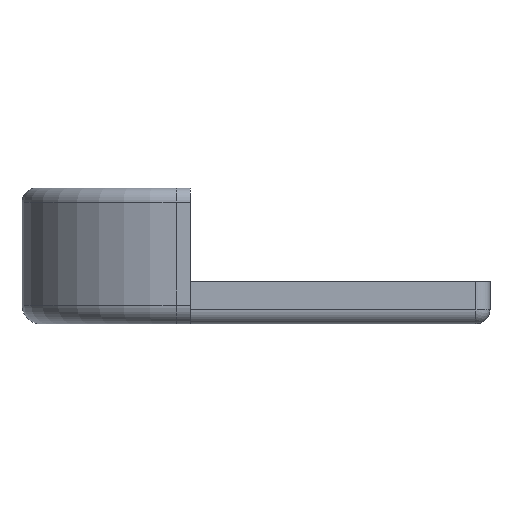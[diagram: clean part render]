
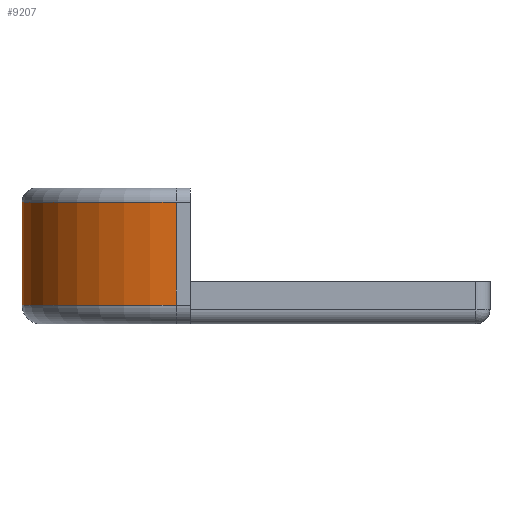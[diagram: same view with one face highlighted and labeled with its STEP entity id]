
A CAD part, left-side view. The second image highlights one B-rep face of the part: STEP entity #9207.
In plain terms, the highlighted cylindrical face has radius 16.5 mm (diameter 33 mm), a partial arc.
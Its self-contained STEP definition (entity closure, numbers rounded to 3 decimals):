
#49=CYLINDRICAL_SURFACE('',#9499,16.5);
#103=CIRCLE('',#9462,16.5);
#120=CIRCLE('',#9496,16.5);
#1477=FACE_OUTER_BOUND('',#1995,.T.);
#1995=EDGE_LOOP('',(#8365,#8366,#8367,#8368,#8369));
#2732=LINE('',#17318,#3473);
#2733=LINE('',#17319,#3474);
#2734=LINE('',#17320,#3475);
#3473=VECTOR('',#10746,10.);
#3474=VECTOR('',#10747,10.);
#3475=VECTOR('',#10748,10.);
#4371=VERTEX_POINT('',#17218);
#4373=VERTEX_POINT('',#17224);
#4397=VERTEX_POINT('',#17305);
#4398=VERTEX_POINT('',#17309);
#4400=VERTEX_POINT('',#17317);
#5710=EDGE_CURVE('',#4371,#4373,#103,.T.);
#5752=EDGE_CURVE('',#4397,#4398,#120,.T.);
#5755=EDGE_CURVE('',#4400,#4371,#2732,.T.);
#5756=EDGE_CURVE('',#4398,#4400,#2733,.T.);
#5757=EDGE_CURVE('',#4397,#4373,#2734,.T.);
#8365=ORIENTED_EDGE('',*,*,#5710,.F.);
#8366=ORIENTED_EDGE('',*,*,#5755,.F.);
#8367=ORIENTED_EDGE('',*,*,#5756,.F.);
#8368=ORIENTED_EDGE('',*,*,#5752,.F.);
#8369=ORIENTED_EDGE('',*,*,#5757,.T.);
#9207=ADVANCED_FACE('',(#1477),#49,.T.);
#9462=AXIS2_PLACEMENT_3D('',#17228,#10644,#10645);
#9496=AXIS2_PLACEMENT_3D('',#17311,#10737,#10738);
#9499=AXIS2_PLACEMENT_3D('',#17316,#10744,#10745);
#10644=DIRECTION('center_axis',(0.,0.,1.));
#10645=DIRECTION('ref_axis',(-0.707,0.707,0.));
#10737=DIRECTION('center_axis',(0.,0.,-1.));
#10738=DIRECTION('ref_axis',(-0.707,0.707,0.));
#10744=DIRECTION('center_axis',(0.,0.,1.));
#10745=DIRECTION('ref_axis',(0.,1.,0.));
#10746=DIRECTION('',(0.,0.,1.));
#10747=DIRECTION('',(0.,0.,1.));
#10748=DIRECTION('',(0.,0.,1.));
#17218=CARTESIAN_POINT('',(14.5,50.,13.));
#17224=CARTESIAN_POINT('',(-2.,33.5,13.));
#17228=CARTESIAN_POINT('Origin',(14.5,33.5,13.));
#17305=CARTESIAN_POINT('',(-2.,33.5,2.));
#17309=CARTESIAN_POINT('',(14.5,50.,2.));
#17311=CARTESIAN_POINT('Origin',(14.5,33.5,2.));
#17316=CARTESIAN_POINT('Origin',(14.5,33.5,0.));
#17317=CARTESIAN_POINT('',(14.5,50.,4.5));
#17318=CARTESIAN_POINT('',(14.5,50.,4.5));
#17319=CARTESIAN_POINT('',(14.5,50.,0.));
#17320=CARTESIAN_POINT('',(-2.,33.5,0.));
